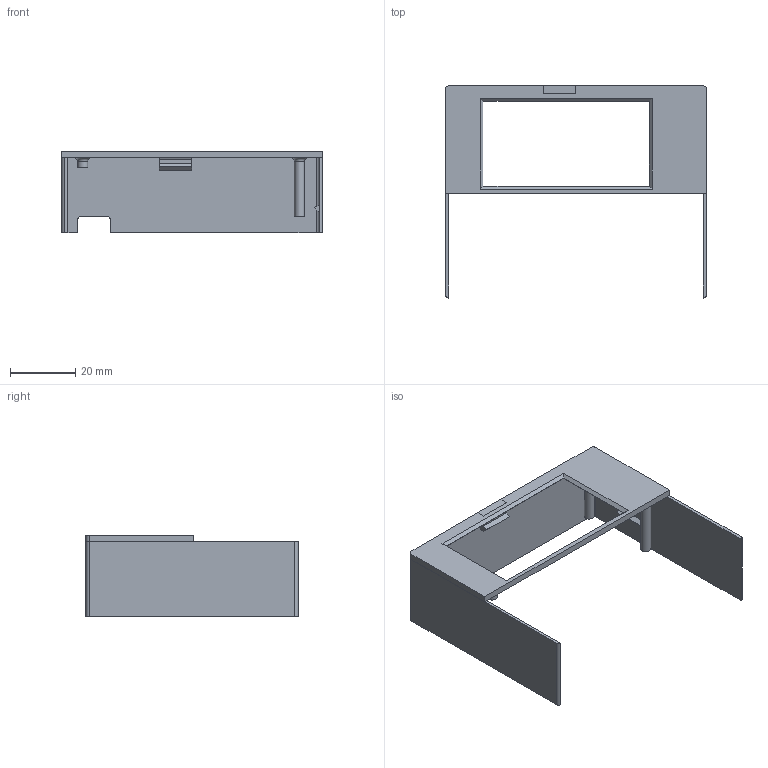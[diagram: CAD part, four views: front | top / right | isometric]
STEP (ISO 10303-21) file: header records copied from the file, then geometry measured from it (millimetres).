
FILE_DESCRIPTION(('FreeCAD Model'),'2;1');
FILE_NAME('Open CASCADE Shape Model','2024-05-28T23:51:50',(''),(''), 'Open CASCADE STEP processor 7.6','FreeCAD','Unknown');
FILE_SCHEMA(('AUTOMOTIVE_DESIGN { 1 0 10303 214 1 1 1 1 }'));
Length unit declared in the file: millimetre
Products named in the file (3): Display_frame; DisplayFrame; Wall
Assembly tree (2 placements, depth 2):
  Display_frame
    DisplayFrame
    Wall
Bounding box: 80 x 65 x 25 mm (x, y, z)
Volume: 7142 mm3; surface area: 13753.9 mm2
Topology: 2 solids, 2 shells, 85 faces, 203 edges, 132 vertices
Faces by surface type: plane 62, cylinder 19, torus 4
Full cylindrical faces by diameter (mm): 3.1 x4, 6 x4
Entity records: 2513 total; most frequent: DIRECTION 425, CARTESIAN_POINT 423, ORIENTED_EDGE 406, EDGE_CURVE 203, LINE 157, VECTOR 157, AXIS2_PLACEMENT_3D 134, VERTEX_POINT 132
